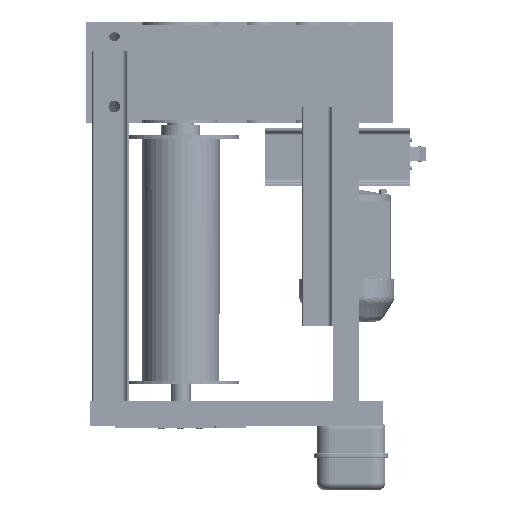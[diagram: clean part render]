
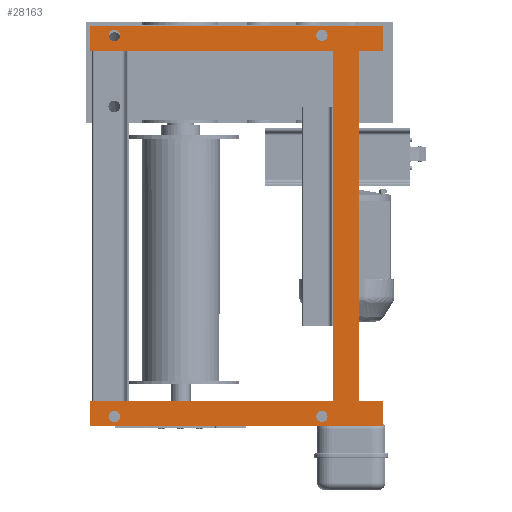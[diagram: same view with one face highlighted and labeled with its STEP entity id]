
A CAD part, front view. The second image highlights one B-rep face of the part: STEP entity #28163.
In plain terms, the highlighted planar face has unit normal (0, -1, 0).
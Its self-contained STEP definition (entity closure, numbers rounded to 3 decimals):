
#28163=ADVANCED_FACE('',(#88635,#88637,#88639,#88641,#88643),#88645,.T.);
#88635=FACE_BOUND('',#88636,.T.);
#88636=EDGE_LOOP('',(#144349,#144350,#144351,#144352,#144353,#144354,#144355,#144356,
#144357,#144358,#144359,#144360));
#88637=FACE_BOUND('',#88638,.T.);
#88638=EDGE_LOOP('',(#144361));
#88639=FACE_BOUND('',#88640,.T.);
#88640=EDGE_LOOP('',(#144362));
#88641=FACE_BOUND('',#88642,.T.);
#88642=EDGE_LOOP('',(#144363));
#88643=FACE_BOUND('',#88644,.T.);
#88644=EDGE_LOOP('',(#144364));
#88645=PLANE('',#88646);
#88646=AXIS2_PLACEMENT_3D('',#88647,#88648,#88649);
#88647=CARTESIAN_POINT('',(-160.,-290.,-672.));
#88648=DIRECTION('',(0.,-1.,0.));
#88649=DIRECTION('',(0.,0.,-1.));
#144349=ORIENTED_EDGE('',*,*,#179086,.T.);
#144350=ORIENTED_EDGE('',*,*,#179003,.F.);
#144351=ORIENTED_EDGE('',*,*,#178997,.F.);
#144352=ORIENTED_EDGE('',*,*,#179087,.T.);
#144353=ORIENTED_EDGE('',*,*,#178836,.F.);
#144354=ORIENTED_EDGE('',*,*,#178832,.F.);
#144355=ORIENTED_EDGE('',*,*,#179085,.T.);
#144356=ORIENTED_EDGE('',*,*,#178904,.F.);
#144357=ORIENTED_EDGE('',*,*,#178889,.F.);
#144358=ORIENTED_EDGE('',*,*,#178916,.F.);
#144359=ORIENTED_EDGE('',*,*,#178882,.F.);
#144360=ORIENTED_EDGE('',*,*,#178868,.F.);
#144361=ORIENTED_EDGE('',*,*,#179088,.T.);
#144362=ORIENTED_EDGE('',*,*,#179089,.T.);
#144363=ORIENTED_EDGE('',*,*,#179090,.T.);
#144364=ORIENTED_EDGE('',*,*,#179091,.T.);
#178832=EDGE_CURVE('',#205385,#205387,#205388,.T.);
#178836=EDGE_CURVE('',#205387,#205393,#205394,.T.);
#178868=EDGE_CURVE('',#205449,#205451,#205452,.T.);
#178882=EDGE_CURVE('',#205451,#205476,#205477,.T.);
#178889=EDGE_CURVE('',#205485,#205487,#205488,.T.);
#178904=EDGE_CURVE('',#205487,#205513,#205514,.T.);
#178916=EDGE_CURVE('',#205476,#205485,#205534,.T.);
#178997=EDGE_CURVE('',#205683,#205685,#205686,.T.);
#179003=EDGE_CURVE('',#205685,#205695,#205696,.T.);
#179085=EDGE_CURVE('',#205385,#205513,#205847,.T.);
#179086=EDGE_CURVE('',#205449,#205695,#205848,.T.);
#179087=EDGE_CURVE('',#205683,#205393,#205849,.T.);
#179088=EDGE_CURVE('',#205850,#205850,#205851,.F.);
#179089=EDGE_CURVE('',#205852,#205852,#205853,.F.);
#179090=EDGE_CURVE('',#205854,#205854,#205855,.F.);
#179091=EDGE_CURVE('',#205856,#205856,#205857,.F.);
#205385=VERTEX_POINT('',#289223);
#205387=VERTEX_POINT('',#289227);
#205388=LINE('',#289228,#289229);
#205393=VERTEX_POINT('',#289242);
#205394=LINE('',#289243,#289244);
#205449=VERTEX_POINT('',#289370);
#205451=VERTEX_POINT('',#289374);
#205452=LINE('',#289375,#289376);
#205476=VERTEX_POINT('',#289433);
#205477=LINE('',#289434,#289435);
#205485=VERTEX_POINT('',#289454);
#205487=VERTEX_POINT('',#289458);
#205488=LINE('',#289459,#289460);
#205513=VERTEX_POINT('',#289520);
#205514=LINE('',#289521,#289522);
#205534=LINE('',#289568,#289569);
#205683=VERTEX_POINT('',#289962);
#205685=VERTEX_POINT('',#289966);
#205686=LINE('',#289967,#289968);
#205695=VERTEX_POINT('',#289990);
#205696=LINE('',#289991,#289992);
#205847=LINE('',#290367,#290368);
#205848=LINE('',#290370,#290371);
#205849=LINE('',#290373,#290374);
#205850=VERTEX_POINT('',#290376);
#205851=CIRCLE('',#290377,11.5);
#205852=VERTEX_POINT('',#290381);
#205853=CIRCLE('',#290382,11.5);
#205854=VERTEX_POINT('',#290386);
#205855=CIRCLE('',#290387,11.5);
#205856=VERTEX_POINT('',#290391);
#205857=CIRCLE('',#290392,11.5);
#289223=CARTESIAN_POINT('',(414.,-290.,95.));
#289227=CARTESIAN_POINT('',(414.,-290.,43.));
#289228=CARTESIAN_POINT('',(414.,-290.,95.));
#289229=VECTOR('',#289230,1.);
#289230=DIRECTION('',(0.,0.,-1.));
#289242=CARTESIAN_POINT('',(364.,-290.,43.));
#289243=CARTESIAN_POINT('',(414.,-290.,43.));
#289244=VECTOR('',#289245,1.);
#289245=DIRECTION('',(-1.,0.,0.));
#289370=CARTESIAN_POINT('',(-186.,-290.,-724.));
#289374=CARTESIAN_POINT('',(-186.,-290.,-672.));
#289375=CARTESIAN_POINT('',(-186.,-290.,-724.));
#289376=VECTOR('',#289377,1.);
#289377=DIRECTION('',(0.,0.,1.));
#289433=CARTESIAN_POINT('',(312.,-290.,-672.));
#289434=CARTESIAN_POINT('',(-186.,-290.,-672.));
#289435=VECTOR('',#289436,1.);
#289436=DIRECTION('',(1.,0.,0.));
#289454=CARTESIAN_POINT('',(312.,-290.,43.));
#289458=CARTESIAN_POINT('',(-186.,-290.,43.));
#289459=CARTESIAN_POINT('',(312.,-290.,43.));
#289460=VECTOR('',#289461,1.);
#289461=DIRECTION('',(-1.,0.,0.));
#289520=CARTESIAN_POINT('',(-186.,-290.,95.));
#289521=CARTESIAN_POINT('',(-186.,-290.,43.));
#289522=VECTOR('',#289523,1.);
#289523=DIRECTION('',(0.,0.,1.));
#289568=CARTESIAN_POINT('',(312.,-290.,-672.));
#289569=VECTOR('',#289570,1.);
#289570=DIRECTION('',(0.,0.,1.));
#289962=CARTESIAN_POINT('',(364.,-290.,-672.));
#289966=CARTESIAN_POINT('',(414.,-290.,-672.));
#289967=CARTESIAN_POINT('',(364.,-290.,-672.));
#289968=VECTOR('',#289969,1.);
#289969=DIRECTION('',(1.,0.,0.));
#289990=CARTESIAN_POINT('',(414.,-290.,-724.));
#289991=CARTESIAN_POINT('',(414.,-290.,-672.));
#289992=VECTOR('',#289993,1.);
#289993=DIRECTION('',(0.,0.,-1.));
#290367=CARTESIAN_POINT('',(414.,-290.,95.));
#290368=VECTOR('',#290369,1.);
#290369=DIRECTION('',(-1.,0.,0.));
#290370=CARTESIAN_POINT('',(-186.,-290.,-724.));
#290371=VECTOR('',#290372,1.);
#290372=DIRECTION('',(1.,0.,0.));
#290373=CARTESIAN_POINT('',(364.,-290.,-672.));
#290374=VECTOR('',#290375,1.);
#290375=DIRECTION('',(0.,0.,1.));
#290376=CARTESIAN_POINT('',(-124.5,-290.,-704.5));
#290377=AXIS2_PLACEMENT_3D('',#290378,#290379,#290380);
#290378=CARTESIAN_POINT('',(-136.,-290.,-704.5));
#290379=DIRECTION('',(0.,-1.,0.));
#290380=DIRECTION('',(1.,0.,0.));
#290381=CARTESIAN_POINT('',(300.5,-290.,-704.5));
#290382=AXIS2_PLACEMENT_3D('',#290383,#290384,#290385);
#290383=CARTESIAN_POINT('',(289.,-290.,-704.5));
#290384=DIRECTION('',(0.,-1.,0.));
#290385=DIRECTION('',(1.,0.,0.));
#290386=CARTESIAN_POINT('',(-124.5,-290.,75.5));
#290387=AXIS2_PLACEMENT_3D('',#290388,#290389,#290390);
#290388=CARTESIAN_POINT('',(-136.,-290.,75.5));
#290389=DIRECTION('',(0.,-1.,0.));
#290390=DIRECTION('',(1.,0.,0.));
#290391=CARTESIAN_POINT('',(300.5,-290.,75.5));
#290392=AXIS2_PLACEMENT_3D('',#290393,#290394,#290395);
#290393=CARTESIAN_POINT('',(289.,-290.,75.5));
#290394=DIRECTION('',(0.,-1.,0.));
#290395=DIRECTION('',(1.,0.,0.));
